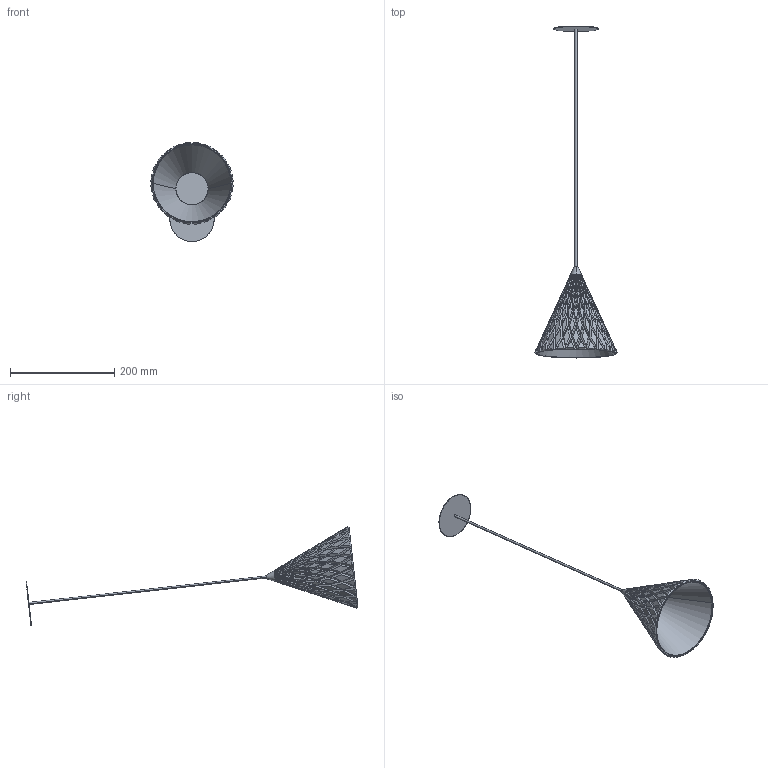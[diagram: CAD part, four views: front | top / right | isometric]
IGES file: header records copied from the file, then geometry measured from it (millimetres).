
Start section: SolidWorks IGES file using analytic representation for surfaces
Global section: file name: 00-7590.IGS; native system: SolidWorks 2018; preprocessor: SolidWorks 2018; author: dromero; date: 181023.114349; units: millimetre
Bounding box: 157.85 x 637.36 x 190.02 mm (x, y, z)
Surface area: 130862.4 mm2 (no closed solid volume)
Topology: 0 solids, 0 shells, 726 faces, 3548 edges, 3548 vertices
Faces by surface type: bspline 566, revolution 160
